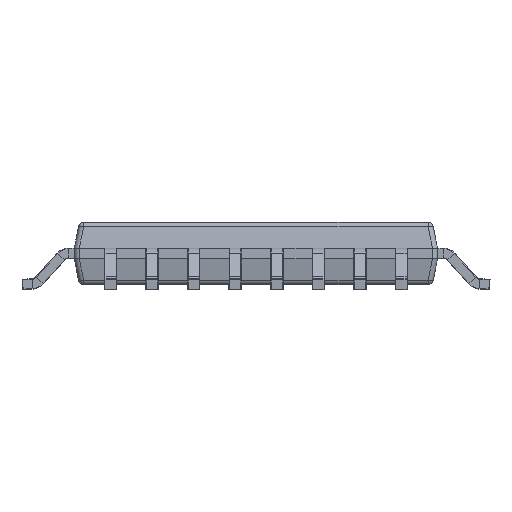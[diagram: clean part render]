
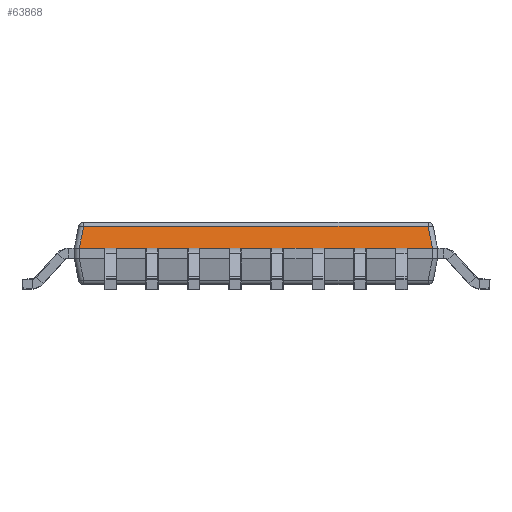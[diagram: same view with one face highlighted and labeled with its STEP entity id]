
A CAD part, left-side view. The second image highlights one B-rep face of the part: STEP entity #63868.
In plain terms, the highlighted planar face has unit normal (-0.981, 0, 0.196).
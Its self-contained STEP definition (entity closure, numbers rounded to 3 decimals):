
#704 = CARTESIAN_POINT ( 'NONE',  ( -3.416, -3.318, 1.22 ) ) ;
#1386 = VECTOR ( 'NONE', #86670, 1000. ) ;
#2874 = DIRECTION ( 'NONE',  ( 0., 1., 0. ) ) ;
#4186 = CARTESIAN_POINT ( 'NONE',  ( -3.5, -3.4, 0.8 ) ) ;
#9541 = EDGE_CURVE ( 'NONE', #37194, #45940, #58626, .T. ) ;
#10861 = CARTESIAN_POINT ( 'NONE',  ( -3.5, -3.401, 0.8 ) ) ;
#12119 = LINE ( 'NONE', #38451, #74363 ) ;
#18328 = DIRECTION ( 'NONE',  ( -0.192, 0.192, -0.962 ) ) ;
#19645 = CARTESIAN_POINT ( 'NONE',  ( -3.5, 3.401, 0.8 ) ) ;
#20699 = PLANE ( 'NONE',  #72016 ) ;
#24908 = EDGE_CURVE ( 'NONE', #26496, #36752, #46209, .T. ) ;
#25616 = CARTESIAN_POINT ( 'NONE',  ( -3.5, 3.402, 0.8 ) ) ;
#25838 = EDGE_LOOP ( 'NONE', ( #88180, #83416, #42889, #54845, #74987, #43298 ) ) ;
#25998 = CARTESIAN_POINT ( 'NONE',  ( -3.5, -3.401, 0.8 ) ) ;
#26496 = VERTEX_POINT ( 'NONE', #58201 ) ;
#28664 = VERTEX_POINT ( 'NONE', #46006 ) ;
#29676 = LINE ( 'NONE', #57050, #70175 ) ;
#30536 =( BOUNDED_CURVE ( )  B_SPLINE_CURVE ( 3, ( #4186, #25998, #10861, #59216 ),
 .UNSPECIFIED., .F., .F. ) 
 B_SPLINE_CURVE_WITH_KNOTS ( ( 4, 4 ),
 ( 0., 0.019 ),
 .UNSPECIFIED. ) 
 CURVE ( )  GEOMETRIC_REPRESENTATION_ITEM ( )  RATIONAL_B_SPLINE_CURVE ( ( 1., 1., 1., 1. ) ) 
 REPRESENTATION_ITEM ( '' )  );
#33200 = CARTESIAN_POINT ( 'NONE',  ( -3.4, 0., 1.3 ) ) ;
#33735 = EDGE_CURVE ( 'NONE', #28664, #58921, #29676, .T. ) ;
#34527 = FACE_OUTER_BOUND ( 'NONE', #25838, .T. ) ;
#36752 = VERTEX_POINT ( 'NONE', #704 ) ;
#37194 = VERTEX_POINT ( 'NONE', #48182 ) ;
#38451 = CARTESIAN_POINT ( 'NONE',  ( -3.416, 0., 1.22 ) ) ;
#42813 = VECTOR ( 'NONE', #18328, 1000. ) ;
#42889 = ORIENTED_EDGE ( 'NONE', *, *, #33735, .F. ) ;
#43298 = ORIENTED_EDGE ( 'NONE', *, *, #50024, .T. ) ;
#44853 = DIRECTION ( 'NONE',  ( 0., 1., 0. ) ) ;
#45940 = VERTEX_POINT ( 'NONE', #25616 ) ;
#46006 = CARTESIAN_POINT ( 'NONE',  ( -3.5, -3.4, 0.8 ) ) ;
#46209 = LINE ( 'NONE', #79548, #1386 ) ;
#46448 = CARTESIAN_POINT ( 'NONE',  ( -3.5, 3.402, 0.8 ) ) ;
#47799 = CARTESIAN_POINT ( 'NONE',  ( -3.5, 3.401, 0.8 ) ) ;
#48182 = CARTESIAN_POINT ( 'NONE',  ( -3.416, 3.318, 1.22 ) ) ;
#50024 = EDGE_CURVE ( 'NONE', #36752, #37194, #12119, .T. ) ;
#54142 = DIRECTION ( 'NONE',  ( 0., 1., 0. ) ) ;
#54568 = CARTESIAN_POINT ( 'NONE',  ( -3.5, 3.4, 0.8 ) ) ;
#54662 =( BOUNDED_CURVE ( )  B_SPLINE_CURVE ( 3, ( #46448, #47799, #19645, #54568 ),
 .UNSPECIFIED., .F., .F. ) 
 B_SPLINE_CURVE_WITH_KNOTS ( ( 4, 4 ),
 ( 6.264, 6.283 ),
 .UNSPECIFIED. ) 
 CURVE ( )  GEOMETRIC_REPRESENTATION_ITEM ( )  RATIONAL_B_SPLINE_CURVE ( ( 1., 1., 1., 1. ) ) 
 REPRESENTATION_ITEM ( '' )  );
#54845 = ORIENTED_EDGE ( 'NONE', *, *, #76572, .T. ) ;
#57050 = CARTESIAN_POINT ( 'NONE',  ( -3.5, 3.5, 0.8 ) ) ;
#58201 = CARTESIAN_POINT ( 'NONE',  ( -3.5, -3.402, 0.8 ) ) ;
#58626 = LINE ( 'NONE', #79353, #42813 ) ;
#58921 = VERTEX_POINT ( 'NONE', #79035 ) ;
#59216 = CARTESIAN_POINT ( 'NONE',  ( -3.5, -3.402, 0.8 ) ) ;
#63868 = ADVANCED_FACE ( 'NONE', ( #34527 ), #20699, .T. ) ;
#69590 = DIRECTION ( 'NONE',  ( -0.981, 0., 0.196 ) ) ;
#70175 = VECTOR ( 'NONE', #44853, 1000. ) ;
#72016 = AXIS2_PLACEMENT_3D ( 'NONE', #33200, #69590, #2874 ) ;
#74363 = VECTOR ( 'NONE', #54142, 1000. ) ;
#74987 = ORIENTED_EDGE ( 'NONE', *, *, #24908, .T. ) ;
#76572 = EDGE_CURVE ( 'NONE', #28664, #26496, #30536, .T. ) ;
#76786 = EDGE_CURVE ( 'NONE', #45940, #58921, #54662, .T. ) ;
#79035 = CARTESIAN_POINT ( 'NONE',  ( -3.5, 3.4, 0.8 ) ) ;
#79353 = CARTESIAN_POINT ( 'NONE',  ( -3.278, 3.18, 1.911 ) ) ;
#79548 = CARTESIAN_POINT ( 'NONE',  ( -3.278, -3.18, 1.911 ) ) ;
#83416 = ORIENTED_EDGE ( 'NONE', *, *, #76786, .T. ) ;
#86670 = DIRECTION ( 'NONE',  ( 0.192, 0.192, 0.962 ) ) ;
#88180 = ORIENTED_EDGE ( 'NONE', *, *, #9541, .T. ) ;
